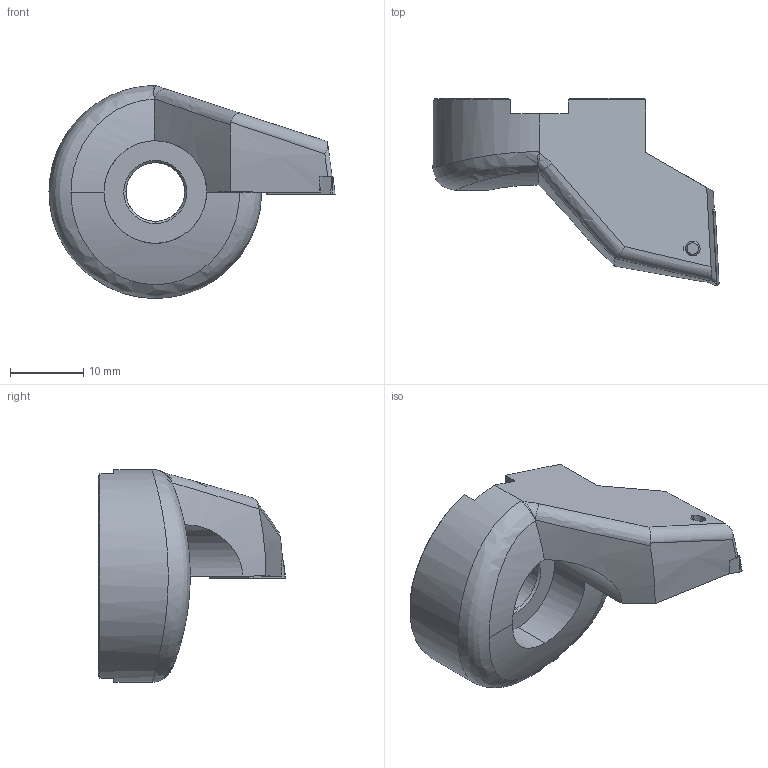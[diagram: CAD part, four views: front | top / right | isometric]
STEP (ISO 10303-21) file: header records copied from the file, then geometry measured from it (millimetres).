
FILE_DESCRIPTION(('no description'),'unknown implementation level');
FILE_NAME('D5BB768E-8979-40D6-92E5-B3087CB91FFF_export.stp',' ',('CIMSOURCE GmbH'),('CADClick - KiM GmbH - www.kimweb.de'),'unknown preprocess','ACIS','unknown authorization');
FILE_SCHEMA(('automotive_design'));
Length unit declared in the file: millimetre
Products named in the file (3): 626.162 Kaiser ENH 62 TC11 94-126|655.383 Kaiser TCGT 110204 K10C;Kombinieren1; 626.162 Kaiser ENH 62 TC11 94-126|694.122 Kaiser ETL M2.5x6.5 T7 IP 10S;Kreismuster1; 626.162 Kaiser ENH 62 TC11 94-126|626.162 Kaiser NH 62 TC11 94-126;Verrundung5
Bounding box: 39 x 25.5 x 29 mm (x, y, z)
Volume: 8290.2 mm3; surface area: 3644.9 mm2
Topology: 3 solids, 3 shells, 113 faces, 282 edges, 176 vertices
Faces by surface type: plane 38, cylinder 36, cone 27, torus 6, bspline 6
Entity records: 10498 total; most frequent: CARTESIAN_POINT 4513, DIRECTION 589, STYLED_ITEM 574, PRESENTATION_STYLE_ASSIGNMENT 574, COLOUR_RGB 574, ORIENTED_EDGE 564, EDGE_CURVE 282, CURVE_STYLE 282
